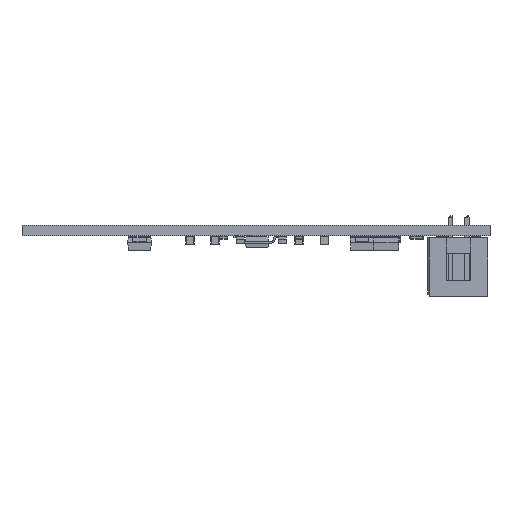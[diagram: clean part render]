
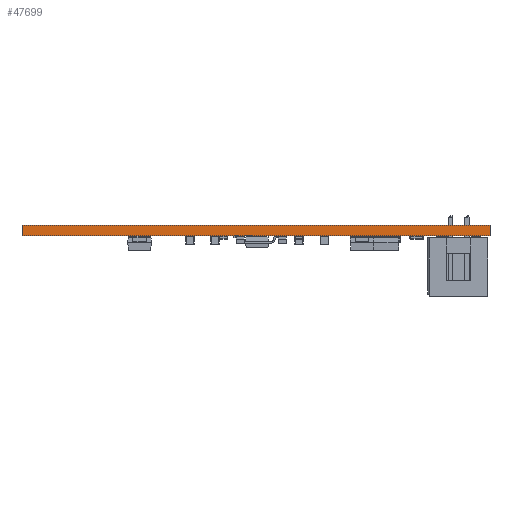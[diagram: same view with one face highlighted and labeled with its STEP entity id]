
A CAD part, front view. The second image highlights one B-rep face of the part: STEP entity #47699.
In plain terms, the highlighted planar face has unit normal (0, -1, 0).
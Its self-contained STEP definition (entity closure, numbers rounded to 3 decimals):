
#47583 = EDGE_CURVE('',#47584,#47586,#47588,.T.);
#47584 = VERTEX_POINT('',#47585);
#47585 = CARTESIAN_POINT('',(70.8,-128.5,0.));
#47586 = VERTEX_POINT('',#47587);
#47587 = CARTESIAN_POINT('',(70.8,-128.5,1.6));
#47588 = SURFACE_CURVE('',#47589,(#47593,#47605),.PCURVE_S1.);
#47589 = LINE('',#47590,#47591);
#47590 = CARTESIAN_POINT('',(70.8,-128.5,0.));
#47591 = VECTOR('',#47592,1.);
#47592 = DIRECTION('',(0.,0.,1.));
#47593 = PCURVE('',#47594,#47599);
#47594 = PLANE('',#47595);
#47595 = AXIS2_PLACEMENT_3D('',#47596,#47597,#47598);
#47596 = CARTESIAN_POINT('',(70.8,-128.5,0.));
#47597 = DIRECTION('',(-1.,0.,0.));
#47598 = DIRECTION('',(0.,1.,0.));
#47599 = DEFINITIONAL_REPRESENTATION('',(#47600),#47604);
#47600 = LINE('',#47601,#47602);
#47601 = CARTESIAN_POINT('',(0.,0.));
#47602 = VECTOR('',#47603,1.);
#47603 = DIRECTION('',(0.,-1.));
#47604 = ( GEOMETRIC_REPRESENTATION_CONTEXT(2) 
PARAMETRIC_REPRESENTATION_CONTEXT() REPRESENTATION_CONTEXT('2D SPACE',''
  ) );
#47605 = PCURVE('',#47606,#47611);
#47606 = PLANE('',#47607);
#47607 = AXIS2_PLACEMENT_3D('',#47608,#47609,#47610);
#47608 = CARTESIAN_POINT('',(0.,-128.5,0.));
#47609 = DIRECTION('',(0.,1.,0.));
#47610 = DIRECTION('',(1.,0.,0.));
#47611 = DEFINITIONAL_REPRESENTATION('',(#47612),#47616);
#47612 = LINE('',#47613,#47614);
#47613 = CARTESIAN_POINT('',(70.8,0.));
#47614 = VECTOR('',#47615,1.);
#47615 = DIRECTION('',(0.,-1.));
#47616 = ( GEOMETRIC_REPRESENTATION_CONTEXT(2) 
PARAMETRIC_REPRESENTATION_CONTEXT() REPRESENTATION_CONTEXT('2D SPACE',''
  ) );
#47634 = PLANE('',#47635);
#47635 = AXIS2_PLACEMENT_3D('',#47636,#47637,#47638);
#47636 = CARTESIAN_POINT('',(34.716,-63.882,1.6));
#47637 = DIRECTION('',(0.,0.,1.));
#47638 = DIRECTION('',(1.,0.,-0.));
#47688 = PLANE('',#47689);
#47689 = AXIS2_PLACEMENT_3D('',#47690,#47691,#47692);
#47690 = CARTESIAN_POINT('',(34.716,-63.882,0.));
#47691 = DIRECTION('',(0.,0.,1.));
#47692 = DIRECTION('',(1.,0.,-0.));
#47699 = ADVANCED_FACE('',(#47700),#47606,.F.);
#47700 = FACE_BOUND('',#47701,.F.);
#47701 = EDGE_LOOP('',(#47702,#47732,#47753,#47754));
#47702 = ORIENTED_EDGE('',*,*,#47703,.T.);
#47703 = EDGE_CURVE('',#47704,#47706,#47708,.T.);
#47704 = VERTEX_POINT('',#47705);
#47705 = CARTESIAN_POINT('',(0.,-128.5,0.));
#47706 = VERTEX_POINT('',#47707);
#47707 = CARTESIAN_POINT('',(0.,-128.5,1.6));
#47708 = SURFACE_CURVE('',#47709,(#47713,#47720),.PCURVE_S1.);
#47709 = LINE('',#47710,#47711);
#47710 = CARTESIAN_POINT('',(0.,-128.5,0.));
#47711 = VECTOR('',#47712,1.);
#47712 = DIRECTION('',(0.,0.,1.));
#47713 = PCURVE('',#47606,#47714);
#47714 = DEFINITIONAL_REPRESENTATION('',(#47715),#47719);
#47715 = LINE('',#47716,#47717);
#47716 = CARTESIAN_POINT('',(0.,0.));
#47717 = VECTOR('',#47718,1.);
#47718 = DIRECTION('',(0.,-1.));
#47719 = ( GEOMETRIC_REPRESENTATION_CONTEXT(2) 
PARAMETRIC_REPRESENTATION_CONTEXT() REPRESENTATION_CONTEXT('2D SPACE',''
  ) );
#47720 = PCURVE('',#47721,#47726);
#47721 = PLANE('',#47722);
#47722 = AXIS2_PLACEMENT_3D('',#47723,#47724,#47725);
#47723 = CARTESIAN_POINT('',(0.,-56.,0.));
#47724 = DIRECTION('',(1.,0.,-0.));
#47725 = DIRECTION('',(0.,-1.,0.));
#47726 = DEFINITIONAL_REPRESENTATION('',(#47727),#47731);
#47727 = LINE('',#47728,#47729);
#47728 = CARTESIAN_POINT('',(72.5,0.));
#47729 = VECTOR('',#47730,1.);
#47730 = DIRECTION('',(0.,-1.));
#47731 = ( GEOMETRIC_REPRESENTATION_CONTEXT(2) 
PARAMETRIC_REPRESENTATION_CONTEXT() REPRESENTATION_CONTEXT('2D SPACE',''
  ) );
#47732 = ORIENTED_EDGE('',*,*,#47733,.T.);
#47733 = EDGE_CURVE('',#47706,#47586,#47734,.T.);
#47734 = SURFACE_CURVE('',#47735,(#47739,#47746),.PCURVE_S1.);
#47735 = LINE('',#47736,#47737);
#47736 = CARTESIAN_POINT('',(0.,-128.5,1.6));
#47737 = VECTOR('',#47738,1.);
#47738 = DIRECTION('',(1.,0.,0.));
#47739 = PCURVE('',#47606,#47740);
#47740 = DEFINITIONAL_REPRESENTATION('',(#47741),#47745);
#47741 = LINE('',#47742,#47743);
#47742 = CARTESIAN_POINT('',(0.,-1.6));
#47743 = VECTOR('',#47744,1.);
#47744 = DIRECTION('',(1.,0.));
#47745 = ( GEOMETRIC_REPRESENTATION_CONTEXT(2) 
PARAMETRIC_REPRESENTATION_CONTEXT() REPRESENTATION_CONTEXT('2D SPACE',''
  ) );
#47746 = PCURVE('',#47634,#47747);
#47747 = DEFINITIONAL_REPRESENTATION('',(#47748),#47752);
#47748 = LINE('',#47749,#47750);
#47749 = CARTESIAN_POINT('',(-34.716,-64.618));
#47750 = VECTOR('',#47751,1.);
#47751 = DIRECTION('',(1.,0.));
#47752 = ( GEOMETRIC_REPRESENTATION_CONTEXT(2) 
PARAMETRIC_REPRESENTATION_CONTEXT() REPRESENTATION_CONTEXT('2D SPACE',''
  ) );
#47753 = ORIENTED_EDGE('',*,*,#47583,.F.);
#47754 = ORIENTED_EDGE('',*,*,#47755,.F.);
#47755 = EDGE_CURVE('',#47704,#47584,#47756,.T.);
#47756 = SURFACE_CURVE('',#47757,(#47761,#47768),.PCURVE_S1.);
#47757 = LINE('',#47758,#47759);
#47758 = CARTESIAN_POINT('',(0.,-128.5,0.));
#47759 = VECTOR('',#47760,1.);
#47760 = DIRECTION('',(1.,0.,0.));
#47761 = PCURVE('',#47606,#47762);
#47762 = DEFINITIONAL_REPRESENTATION('',(#47763),#47767);
#47763 = LINE('',#47764,#47765);
#47764 = CARTESIAN_POINT('',(0.,0.));
#47765 = VECTOR('',#47766,1.);
#47766 = DIRECTION('',(1.,0.));
#47767 = ( GEOMETRIC_REPRESENTATION_CONTEXT(2) 
PARAMETRIC_REPRESENTATION_CONTEXT() REPRESENTATION_CONTEXT('2D SPACE',''
  ) );
#47768 = PCURVE('',#47688,#47769);
#47769 = DEFINITIONAL_REPRESENTATION('',(#47770),#47774);
#47770 = LINE('',#47771,#47772);
#47771 = CARTESIAN_POINT('',(-34.716,-64.618));
#47772 = VECTOR('',#47773,1.);
#47773 = DIRECTION('',(1.,0.));
#47774 = ( GEOMETRIC_REPRESENTATION_CONTEXT(2) 
PARAMETRIC_REPRESENTATION_CONTEXT() REPRESENTATION_CONTEXT('2D SPACE',''
  ) );
